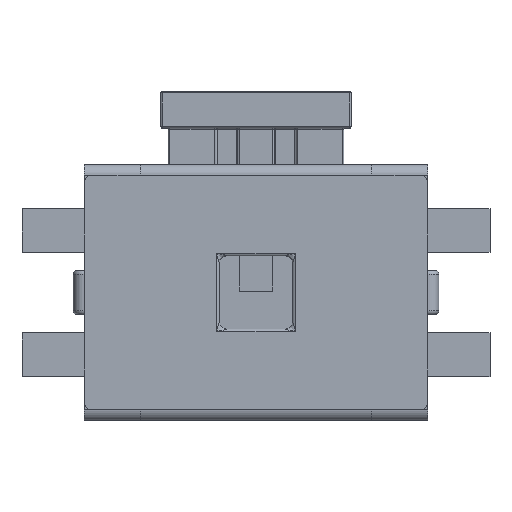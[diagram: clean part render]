
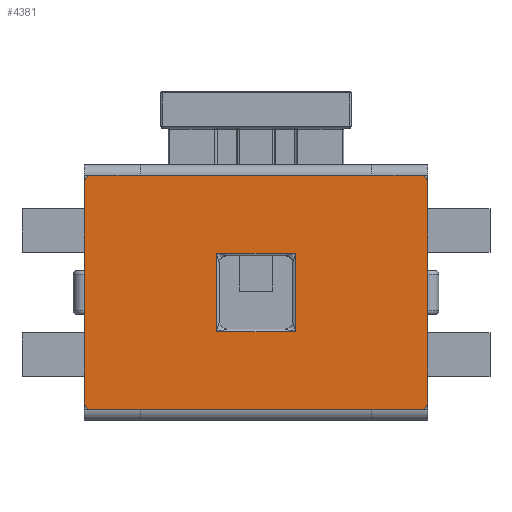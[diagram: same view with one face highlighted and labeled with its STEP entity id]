
A CAD part, top view. The second image highlights one B-rep face of the part: STEP entity #4381.
In plain terms, the highlighted planar face has unit normal (0, 0, 1).
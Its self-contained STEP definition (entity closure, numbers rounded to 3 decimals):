
#2051 = VERTEX_POINT('',#2052);
#2052 = CARTESIAN_POINT('',(2.35,-1.5,1.65));
#2058 = EDGE_CURVE('',#2051,#2059,#2061,.T.);
#2059 = VERTEX_POINT('',#2060);
#2060 = CARTESIAN_POINT('',(2.35,-0.25,1.65));
#2061 = LINE('',#2062,#2063);
#2062 = CARTESIAN_POINT('',(2.35,-1.6,1.65));
#2063 = VECTOR('',#2064,1.);
#2064 = DIRECTION('',(0.,1.,0.));
#2198 = VERTEX_POINT('',#2199);
#2199 = CARTESIAN_POINT('',(2.35,0.25,1.65));
#2206 = EDGE_CURVE('',#2198,#2207,#2209,.T.);
#2207 = VERTEX_POINT('',#2208);
#2208 = CARTESIAN_POINT('',(2.35,1.5,1.65));
#2209 = LINE('',#2210,#2211);
#2210 = CARTESIAN_POINT('',(2.35,-1.6,1.65));
#2211 = VECTOR('',#2212,1.);
#2212 = DIRECTION('',(0.,1.,0.));
#2903 = VERTEX_POINT('',#2904);
#2904 = CARTESIAN_POINT('',(-2.35,1.5,1.65));
#2910 = EDGE_CURVE('',#2903,#2911,#2913,.T.);
#2911 = VERTEX_POINT('',#2912);
#2912 = CARTESIAN_POINT('',(-2.35,0.25,1.65));
#2913 = LINE('',#2914,#2915);
#2914 = CARTESIAN_POINT('',(-2.35,1.6,1.65));
#2915 = VECTOR('',#2916,1.);
#2916 = DIRECTION('',(0.,-1.,0.));
#3050 = VERTEX_POINT('',#3051);
#3051 = CARTESIAN_POINT('',(-2.35,-0.25,1.65));
#3058 = EDGE_CURVE('',#3050,#3059,#3061,.T.);
#3059 = VERTEX_POINT('',#3060);
#3060 = CARTESIAN_POINT('',(-2.35,-1.5,1.65));
#3061 = LINE('',#3062,#3063);
#3062 = CARTESIAN_POINT('',(-2.35,1.6,1.65));
#3063 = VECTOR('',#3064,1.);
#3064 = DIRECTION('',(0.,-1.,0.));
#3668 = VERTEX_POINT('',#3669);
#3669 = CARTESIAN_POINT('',(-1.58,1.6,1.65));
#3675 = EDGE_CURVE('',#3668,#3676,#3678,.T.);
#3676 = VERTEX_POINT('',#3677);
#3677 = CARTESIAN_POINT('',(-1.58,1.602,1.65));
#3678 = LINE('',#3679,#3680);
#3679 = CARTESIAN_POINT('',(-1.58,1.6,1.65));
#3680 = VECTOR('',#3681,1.);
#3681 = DIRECTION('',(0.,1.,0.));
#3702 = VERTEX_POINT('',#3703);
#3703 = CARTESIAN_POINT('',(1.58,1.602,1.65));
#3710 = EDGE_CURVE('',#3676,#3702,#3711,.T.);
#3711 = LINE('',#3712,#3713);
#3712 = CARTESIAN_POINT('',(-1.58,1.602,1.65));
#3713 = VECTOR('',#3714,1.);
#3714 = DIRECTION('',(1.,0.,0.));
#3726 = EDGE_CURVE('',#3727,#3702,#3729,.T.);
#3727 = VERTEX_POINT('',#3728);
#3728 = CARTESIAN_POINT('',(1.58,1.6,1.65));
#3729 = LINE('',#3730,#3731);
#3730 = CARTESIAN_POINT('',(1.58,1.6,1.65));
#3731 = VECTOR('',#3732,1.);
#3732 = DIRECTION('',(0.,1.,0.));
#4284 = EDGE_CURVE('',#4285,#4287,#4289,.T.);
#4285 = VERTEX_POINT('',#4286);
#4286 = CARTESIAN_POINT('',(1.58,-1.6,1.65));
#4287 = VERTEX_POINT('',#4288);
#4288 = CARTESIAN_POINT('',(1.58,-1.602,1.65));
#4289 = LINE('',#4290,#4291);
#4290 = CARTESIAN_POINT('',(1.58,-1.6,1.65));
#4291 = VECTOR('',#4292,1.);
#4292 = DIRECTION('',(0.,-1.,0.));
#4320 = EDGE_CURVE('',#4285,#4321,#4323,.T.);
#4321 = VERTEX_POINT('',#4322);
#4322 = CARTESIAN_POINT('',(2.25,-1.6,1.65));
#4323 = LINE('',#4324,#4325);
#4324 = CARTESIAN_POINT('',(-2.35,-1.6,1.65));
#4325 = VECTOR('',#4326,1.);
#4326 = DIRECTION('',(1.,0.,0.));
#4344 = EDGE_CURVE('',#2051,#4321,#4345,.T.);
#4345 = CIRCLE('',#4346,0.1);
#4346 = AXIS2_PLACEMENT_3D('',#4347,#4348,#4349);
#4347 = CARTESIAN_POINT('',(2.25,-1.5,1.65));
#4348 = DIRECTION('',(0.,0.,-1.));
#4349 = DIRECTION('',(1.,0.,0.));
#4361 = VERTEX_POINT('',#4362);
#4362 = CARTESIAN_POINT('',(2.352,-0.25,1.65));
#4369 = EDGE_CURVE('',#4361,#2059,#4370,.T.);
#4370 = LINE('',#4371,#4372);
#4371 = CARTESIAN_POINT('',(2.352,-0.25,1.65));
#4372 = VECTOR('',#4373,1.);
#4373 = DIRECTION('',(-1.,0.,0.));
#4381 = ADVANCED_FACE('',(#4382,#4492),#4526,.T.);
#4382 = FACE_BOUND('',#4383,.T.);
#4383 = EDGE_LOOP('',(#4384,#4385,#4386,#4394,#4400,#4401,#4410,#4416,
#4417,#4418,#4419,#4427,#4434,#4435,#4443,#4451,#4457,#4458,#4467,
#4475,#4483,#4489,#4490,#4491));
#4384 = ORIENTED_EDGE('',*,*,#2058,.T.);
#4385 = ORIENTED_EDGE('',*,*,#4369,.F.);
#4386 = ORIENTED_EDGE('',*,*,#4387,.T.);
#4387 = EDGE_CURVE('',#4361,#4388,#4390,.T.);
#4388 = VERTEX_POINT('',#4389);
#4389 = CARTESIAN_POINT('',(2.352,0.25,1.65));
#4390 = LINE('',#4391,#4392);
#4391 = CARTESIAN_POINT('',(2.352,-0.3,1.65));
#4392 = VECTOR('',#4393,1.);
#4393 = DIRECTION('',(0.,1.,0.));
#4394 = ORIENTED_EDGE('',*,*,#4395,.T.);
#4395 = EDGE_CURVE('',#4388,#2198,#4396,.T.);
#4396 = LINE('',#4397,#4398);
#4397 = CARTESIAN_POINT('',(2.352,0.25,1.65));
#4398 = VECTOR('',#4399,1.);
#4399 = DIRECTION('',(-1.,0.,0.));
#4400 = ORIENTED_EDGE('',*,*,#2206,.T.);
#4401 = ORIENTED_EDGE('',*,*,#4402,.T.);
#4402 = EDGE_CURVE('',#2207,#4403,#4405,.T.);
#4403 = VERTEX_POINT('',#4404);
#4404 = CARTESIAN_POINT('',(2.25,1.6,1.65));
#4405 = CIRCLE('',#4406,0.1);
#4406 = AXIS2_PLACEMENT_3D('',#4407,#4408,#4409);
#4407 = CARTESIAN_POINT('',(2.25,1.5,1.65));
#4408 = DIRECTION('',(0.,0.,1.));
#4409 = DIRECTION('',(1.,0.,0.));
#4410 = ORIENTED_EDGE('',*,*,#4411,.T.);
#4411 = EDGE_CURVE('',#4403,#3727,#4412,.T.);
#4412 = LINE('',#4413,#4414);
#4413 = CARTESIAN_POINT('',(2.35,1.6,1.65));
#4414 = VECTOR('',#4415,1.);
#4415 = DIRECTION('',(-1.,0.,0.));
#4416 = ORIENTED_EDGE('',*,*,#3726,.T.);
#4417 = ORIENTED_EDGE('',*,*,#3710,.F.);
#4418 = ORIENTED_EDGE('',*,*,#3675,.F.);
#4419 = ORIENTED_EDGE('',*,*,#4420,.T.);
#4420 = EDGE_CURVE('',#3668,#4421,#4423,.T.);
#4421 = VERTEX_POINT('',#4422);
#4422 = CARTESIAN_POINT('',(-2.25,1.6,1.65));
#4423 = LINE('',#4424,#4425);
#4424 = CARTESIAN_POINT('',(2.35,1.6,1.65));
#4425 = VECTOR('',#4426,1.);
#4426 = DIRECTION('',(-1.,0.,0.));
#4427 = ORIENTED_EDGE('',*,*,#4428,.T.);
#4428 = EDGE_CURVE('',#4421,#2903,#4429,.T.);
#4429 = CIRCLE('',#4430,0.1);
#4430 = AXIS2_PLACEMENT_3D('',#4431,#4432,#4433);
#4431 = CARTESIAN_POINT('',(-2.25,1.5,1.65));
#4432 = DIRECTION('',(0.,0.,1.));
#4433 = DIRECTION('',(1.,0.,0.));
#4434 = ORIENTED_EDGE('',*,*,#2910,.T.);
#4435 = ORIENTED_EDGE('',*,*,#4436,.F.);
#4436 = EDGE_CURVE('',#4437,#2911,#4439,.T.);
#4437 = VERTEX_POINT('',#4438);
#4438 = CARTESIAN_POINT('',(-2.352,0.25,1.65));
#4439 = LINE('',#4440,#4441);
#4440 = CARTESIAN_POINT('',(-2.352,0.25,1.65));
#4441 = VECTOR('',#4442,1.);
#4442 = DIRECTION('',(1.,0.,0.));
#4443 = ORIENTED_EDGE('',*,*,#4444,.F.);
#4444 = EDGE_CURVE('',#4445,#4437,#4447,.T.);
#4445 = VERTEX_POINT('',#4446);
#4446 = CARTESIAN_POINT('',(-2.352,-0.25,1.65));
#4447 = LINE('',#4448,#4449);
#4448 = CARTESIAN_POINT('',(-2.352,-0.3,1.65));
#4449 = VECTOR('',#4450,1.);
#4450 = DIRECTION('',(0.,1.,0.));
#4451 = ORIENTED_EDGE('',*,*,#4452,.T.);
#4452 = EDGE_CURVE('',#4445,#3050,#4453,.T.);
#4453 = LINE('',#4454,#4455);
#4454 = CARTESIAN_POINT('',(-2.352,-0.25,1.65));
#4455 = VECTOR('',#4456,1.);
#4456 = DIRECTION('',(1.,0.,0.));
#4457 = ORIENTED_EDGE('',*,*,#3058,.T.);
#4458 = ORIENTED_EDGE('',*,*,#4459,.F.);
#4459 = EDGE_CURVE('',#4460,#3059,#4462,.T.);
#4460 = VERTEX_POINT('',#4461);
#4461 = CARTESIAN_POINT('',(-2.25,-1.6,1.65));
#4462 = CIRCLE('',#4463,0.1);
#4463 = AXIS2_PLACEMENT_3D('',#4464,#4465,#4466);
#4464 = CARTESIAN_POINT('',(-2.25,-1.5,1.65));
#4465 = DIRECTION('',(0.,0.,-1.));
#4466 = DIRECTION('',(1.,0.,0.));
#4467 = ORIENTED_EDGE('',*,*,#4468,.T.);
#4468 = EDGE_CURVE('',#4460,#4469,#4471,.T.);
#4469 = VERTEX_POINT('',#4470);
#4470 = CARTESIAN_POINT('',(-1.58,-1.6,1.65));
#4471 = LINE('',#4472,#4473);
#4472 = CARTESIAN_POINT('',(-2.35,-1.6,1.65));
#4473 = VECTOR('',#4474,1.);
#4474 = DIRECTION('',(1.,0.,0.));
#4475 = ORIENTED_EDGE('',*,*,#4476,.T.);
#4476 = EDGE_CURVE('',#4469,#4477,#4479,.T.);
#4477 = VERTEX_POINT('',#4478);
#4478 = CARTESIAN_POINT('',(-1.58,-1.602,1.65));
#4479 = LINE('',#4480,#4481);
#4480 = CARTESIAN_POINT('',(-1.58,-1.6,1.65));
#4481 = VECTOR('',#4482,1.);
#4482 = DIRECTION('',(0.,-1.,0.));
#4483 = ORIENTED_EDGE('',*,*,#4484,.T.);
#4484 = EDGE_CURVE('',#4477,#4287,#4485,.T.);
#4485 = LINE('',#4486,#4487);
#4486 = CARTESIAN_POINT('',(-1.58,-1.602,1.65));
#4487 = VECTOR('',#4488,1.);
#4488 = DIRECTION('',(1.,0.,0.));
#4489 = ORIENTED_EDGE('',*,*,#4284,.F.);
#4490 = ORIENTED_EDGE('',*,*,#4320,.T.);
#4491 = ORIENTED_EDGE('',*,*,#4344,.F.);
#4492 = FACE_BOUND('',#4493,.T.);
#4493 = EDGE_LOOP('',(#4494,#4504,#4512,#4520));
#4494 = ORIENTED_EDGE('',*,*,#4495,.F.);
#4495 = EDGE_CURVE('',#4496,#4498,#4500,.T.);
#4496 = VERTEX_POINT('',#4497);
#4497 = CARTESIAN_POINT('',(0.538,0.538,1.65));
#4498 = VERTEX_POINT('',#4499);
#4499 = CARTESIAN_POINT('',(-0.538,0.538,1.65));
#4500 = LINE('',#4501,#4502);
#4501 = CARTESIAN_POINT('',(0.5,0.538,1.65));
#4502 = VECTOR('',#4503,1.);
#4503 = DIRECTION('',(-1.,0.,0.));
#4504 = ORIENTED_EDGE('',*,*,#4505,.F.);
#4505 = EDGE_CURVE('',#4506,#4496,#4508,.T.);
#4506 = VERTEX_POINT('',#4507);
#4507 = CARTESIAN_POINT('',(0.538,-0.538,1.65));
#4508 = LINE('',#4509,#4510);
#4509 = CARTESIAN_POINT('',(0.538,-0.5,1.65));
#4510 = VECTOR('',#4511,1.);
#4511 = DIRECTION('',(0.,1.,0.));
#4512 = ORIENTED_EDGE('',*,*,#4513,.F.);
#4513 = EDGE_CURVE('',#4514,#4506,#4516,.T.);
#4514 = VERTEX_POINT('',#4515);
#4515 = CARTESIAN_POINT('',(-0.538,-0.538,1.65));
#4516 = LINE('',#4517,#4518);
#4517 = CARTESIAN_POINT('',(-0.5,-0.538,1.65));
#4518 = VECTOR('',#4519,1.);
#4519 = DIRECTION('',(1.,0.,0.));
#4520 = ORIENTED_EDGE('',*,*,#4521,.F.);
#4521 = EDGE_CURVE('',#4498,#4514,#4522,.T.);
#4522 = LINE('',#4523,#4524);
#4523 = CARTESIAN_POINT('',(-0.538,0.5,1.65));
#4524 = VECTOR('',#4525,1.);
#4525 = DIRECTION('',(0.,-1.,0.));
#4526 = PLANE('',#4527);
#4527 = AXIS2_PLACEMENT_3D('',#4528,#4529,#4530);
#4528 = CARTESIAN_POINT('',(0.,0.,1.65
));
#4529 = DIRECTION('',(0.,0.,1.));
#4530 = DIRECTION('',(-1.,0.,0.));
